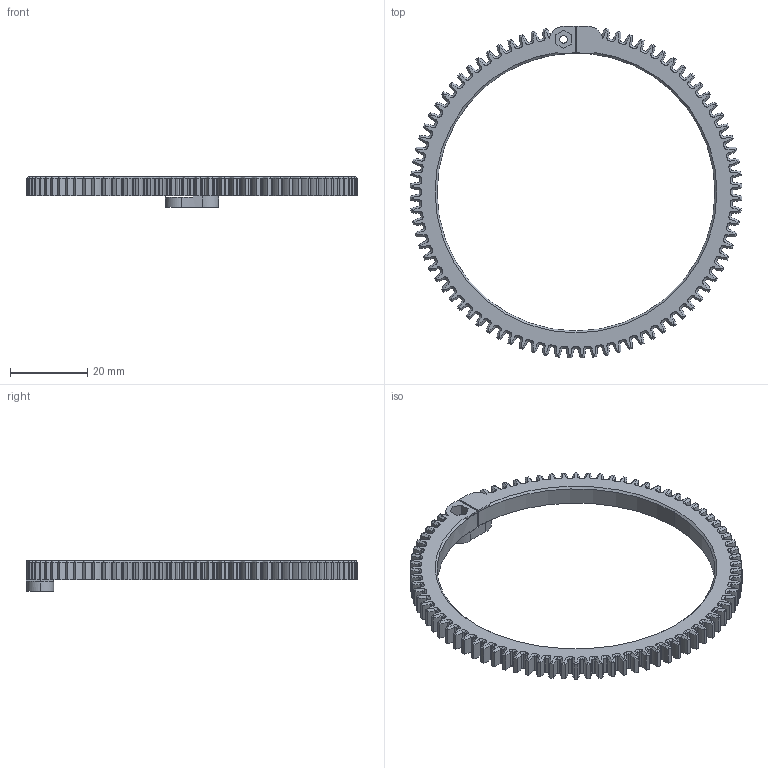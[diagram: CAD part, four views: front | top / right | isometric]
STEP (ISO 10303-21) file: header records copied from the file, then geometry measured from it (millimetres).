
FILE_DESCRIPTION (( 'STEP AP214' ), '1' );
FILE_NAME ('Small Lens 80 tooth gear.STEP', '2021-04-19T14:58:06', ( '' ), ( '' ), 'SwSTEP 2.0', 'SolidWorks 2019', '' );
FILE_SCHEMA (( 'AUTOMOTIVE_DESIGN' ));
Length unit declared in the file: millimetre
Products named in the file (1): Small Lens 80 tooth gear
Bounding box: 85.97 x 85.98 x 8 mm (x, y, z)
Volume: 7263.6 mm3; surface area: 6904.5 mm2
Topology: 1 solids, 1 shells, 1095 faces, 2795 edges, 1703 vertices
Faces by surface type: cylinder 546, cone 533, plane 16
Entity records: 33646 total; most frequent: DIRECTION 6492, CARTESIAN_POINT 6120, ORIENTED_EDGE 5590, EDGE_CURVE 2795, AXIS2_PLACEMENT_3D 2773, VERTEX_POINT 1703, CIRCLE 1677, EDGE_LOOP 1102
